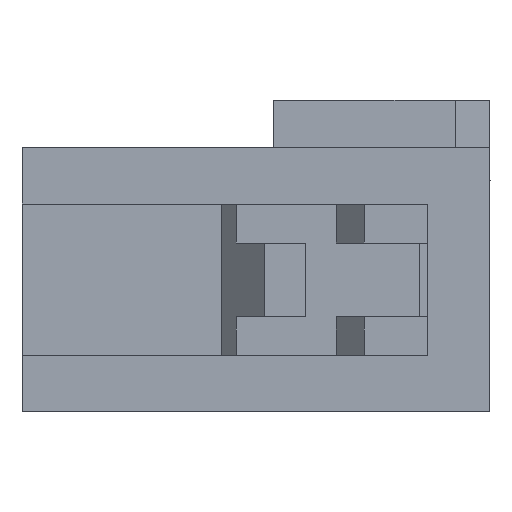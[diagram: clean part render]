
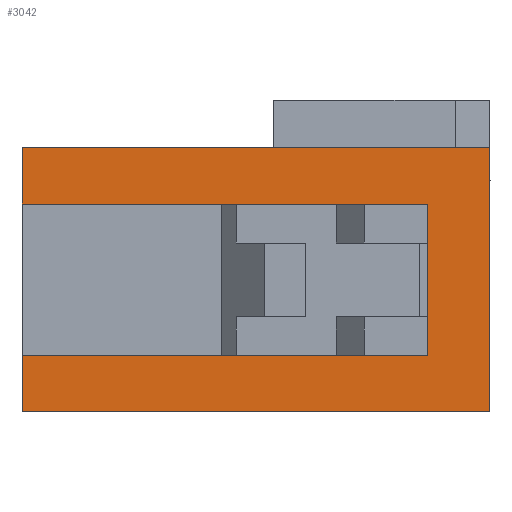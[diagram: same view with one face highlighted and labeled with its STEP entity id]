
A CAD part, left-side view. The second image highlights one B-rep face of the part: STEP entity #3042.
In plain terms, the highlighted planar face has unit normal (-1, 0, 0).
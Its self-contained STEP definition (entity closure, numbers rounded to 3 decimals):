
#3042=ADVANCED_FACE('',(#4272),#3660,.T.);
#3660=PLANE('',#15424);
#4272=FACE_OUTER_BOUND('',#4887,.T.);
#4887=EDGE_LOOP('',(#7345,#7346,#7347,#7348,#7349,#7350,#7351,#7352));
#7345=ORIENTED_EDGE('',*,*,#11240,.T.);
#7346=ORIENTED_EDGE('',*,*,#11215,.T.);
#7347=ORIENTED_EDGE('',*,*,#11222,.T.);
#7348=ORIENTED_EDGE('',*,*,#11242,.F.);
#7349=ORIENTED_EDGE('',*,*,#11243,.T.);
#7350=ORIENTED_EDGE('',*,*,#11244,.T.);
#7351=ORIENTED_EDGE('',*,*,#11245,.T.);
#7352=ORIENTED_EDGE('',*,*,#11246,.F.);
#9585=VERTEX_POINT('',#21459);
#9586=VERTEX_POINT('',#21461);
#9591=VERTEX_POINT('',#21474);
#9602=VERTEX_POINT('',#21511);
#9603=VERTEX_POINT('',#21515);
#9604=VERTEX_POINT('',#21517);
#9605=VERTEX_POINT('',#21519);
#9606=VERTEX_POINT('',#21521);
#11215=EDGE_CURVE('',#9586,#9585,#12935,.T.);
#11222=EDGE_CURVE('',#9585,#9591,#12942,.T.);
#11240=EDGE_CURVE('',#9602,#9586,#12960,.T.);
#11242=EDGE_CURVE('',#9603,#9591,#12962,.T.);
#11243=EDGE_CURVE('',#9603,#9604,#12963,.T.);
#11244=EDGE_CURVE('',#9604,#9605,#12964,.T.);
#11245=EDGE_CURVE('',#9605,#9606,#12965,.T.);
#11246=EDGE_CURVE('',#9602,#9606,#12966,.T.);
#12935=LINE('',#21460,#14643);
#12942=LINE('',#21475,#14650);
#12960=LINE('',#21510,#14668);
#12962=LINE('',#21514,#14670);
#12963=LINE('',#21516,#14671);
#12964=LINE('',#21518,#14672);
#12965=LINE('',#21520,#14673);
#12966=LINE('',#21522,#14674);
#14643=VECTOR('',#18040,1.);
#14650=VECTOR('',#18051,1.);
#14668=VECTOR('',#18083,1.);
#14670=VECTOR('',#18087,1.);
#14671=VECTOR('',#18088,1.);
#14672=VECTOR('',#18089,1.);
#14673=VECTOR('',#18090,1.);
#14674=VECTOR('',#18091,1.);
#15424=AXIS2_PLACEMENT_3D('',#21523,#18092,#18093);
#18040=DIRECTION('',(0.,0.,-1.));
#18051=DIRECTION('',(0.,1.,0.));
#18083=DIRECTION('',(0.,-1.,0.));
#18087=DIRECTION('',(0.,0.,1.));
#18088=DIRECTION('',(0.,-1.,0.));
#18089=DIRECTION('',(0.,0.,1.));
#18090=DIRECTION('',(0.,1.,0.));
#18091=DIRECTION('',(0.,0.,1.));
#18092=DIRECTION('',(-1.,0.,0.));
#18093=DIRECTION('',(0.,-1.,0.));
#21459=CARTESIAN_POINT('',(0.,1.45,1.3));
#21460=CARTESIAN_POINT('',(0.,1.45,4.8));
#21461=CARTESIAN_POINT('',(0.,1.45,4.8));
#21474=CARTESIAN_POINT('',(0.,10.8,1.3));
#21475=CARTESIAN_POINT('',(0.,1.45,1.3));
#21510=CARTESIAN_POINT('',(0.,10.8,4.8));
#21511=CARTESIAN_POINT('',(0.,10.8,4.8));
#21514=CARTESIAN_POINT('',(0.,10.8,0.));
#21515=CARTESIAN_POINT('',(0.,10.8,0.));
#21516=CARTESIAN_POINT('',(0.,10.8,0.));
#21517=CARTESIAN_POINT('',(0.,0.,0.));
#21518=CARTESIAN_POINT('',(0.,0.,0.));
#21519=CARTESIAN_POINT('',(0.,0.,6.1));
#21520=CARTESIAN_POINT('',(0.,0.,6.1));
#21521=CARTESIAN_POINT('',(0.,10.8,6.1));
#21522=CARTESIAN_POINT('',(0.,10.8,4.8));
#21523=CARTESIAN_POINT('',(0.,10.8,0.));
